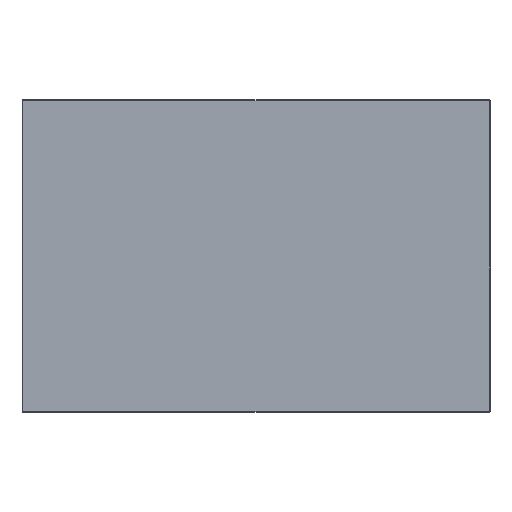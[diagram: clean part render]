
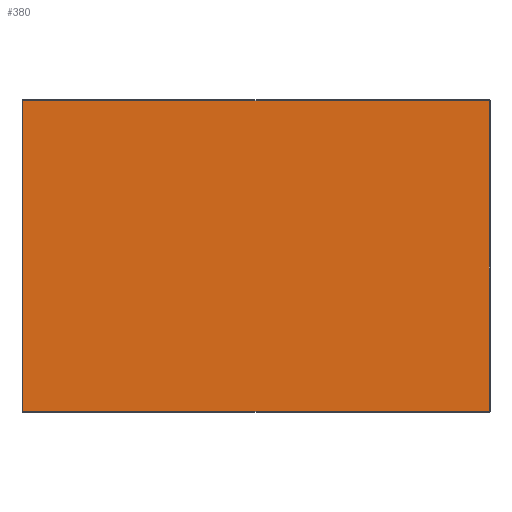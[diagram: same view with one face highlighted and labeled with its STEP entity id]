
A CAD part, top view. The second image highlights one B-rep face of the part: STEP entity #380.
In plain terms, the highlighted face is planar.
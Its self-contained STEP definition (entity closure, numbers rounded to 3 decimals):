
#380=ADVANCED_FACE('',(#482),#1645,.T.);
#482=FACE_OUTER_BOUND('',#585,.T.);
#585=EDGE_LOOP('',(#944,#945,#946,#947));
#944=ORIENTED_EDGE('',*,*,#1210,.F.);
#945=ORIENTED_EDGE('',*,*,#1211,.F.);
#946=ORIENTED_EDGE('',*,*,#1212,.F.);
#947=ORIENTED_EDGE('',*,*,#1209,.F.);
#1209=EDGE_CURVE('',#1558,#1559,#1420,.T.);
#1210=EDGE_CURVE('',#1560,#1558,#1421,.T.);
#1211=EDGE_CURVE('',#1561,#1560,#1422,.T.);
#1212=EDGE_CURVE('',#1559,#1561,#1423,.T.);
#1420=B_SPLINE_CURVE_WITH_KNOTS('',1,(#2868,#2869),.UNSPECIFIED.,.F.,.F.,
(2,2),(-498.,0.),.UNSPECIFIED.);
#1421=B_SPLINE_CURVE_WITH_KNOTS('',1,(#2870,#2871),.UNSPECIFIED.,.F.,.F.,
(2,2),(-748.,0.),.UNSPECIFIED.);
#1422=B_SPLINE_CURVE_WITH_KNOTS('',1,(#2872,#2873),.UNSPECIFIED.,.F.,.F.,
(2,2),(-498.,0.),.UNSPECIFIED.);
#1423=B_SPLINE_CURVE_WITH_KNOTS('',1,(#2874,#2875),.UNSPECIFIED.,.F.,.F.,
(2,2),(-748.,0.),.UNSPECIFIED.);
#1558=VERTEX_POINT('',#2814);
#1559=VERTEX_POINT('',#2815);
#1560=VERTEX_POINT('',#2816);
#1561=VERTEX_POINT('',#2817);
#1645=PLANE('',#1858);
#1858=AXIS2_PLACEMENT_3D('',#2505,#1976,$);
#1976=DIRECTION('',(0.,1.,0.));
#2505=CARTESIAN_POINT('',(-448.8,50.,298.8));
#2814=CARTESIAN_POINT('',(374.,50.,-249.));
#2815=CARTESIAN_POINT('',(374.,50.,249.));
#2816=CARTESIAN_POINT('',(-374.,50.,-249.));
#2817=CARTESIAN_POINT('',(-374.,50.,249.));
#2868=CARTESIAN_POINT('',(374.,50.,-249.));
#2869=CARTESIAN_POINT('',(374.,50.,249.));
#2870=CARTESIAN_POINT('',(-374.,50.,-249.));
#2871=CARTESIAN_POINT('',(374.,50.,-249.));
#2872=CARTESIAN_POINT('',(-374.,50.,249.));
#2873=CARTESIAN_POINT('',(-374.,50.,-249.));
#2874=CARTESIAN_POINT('',(374.,50.,249.));
#2875=CARTESIAN_POINT('',(-374.,50.,249.));
